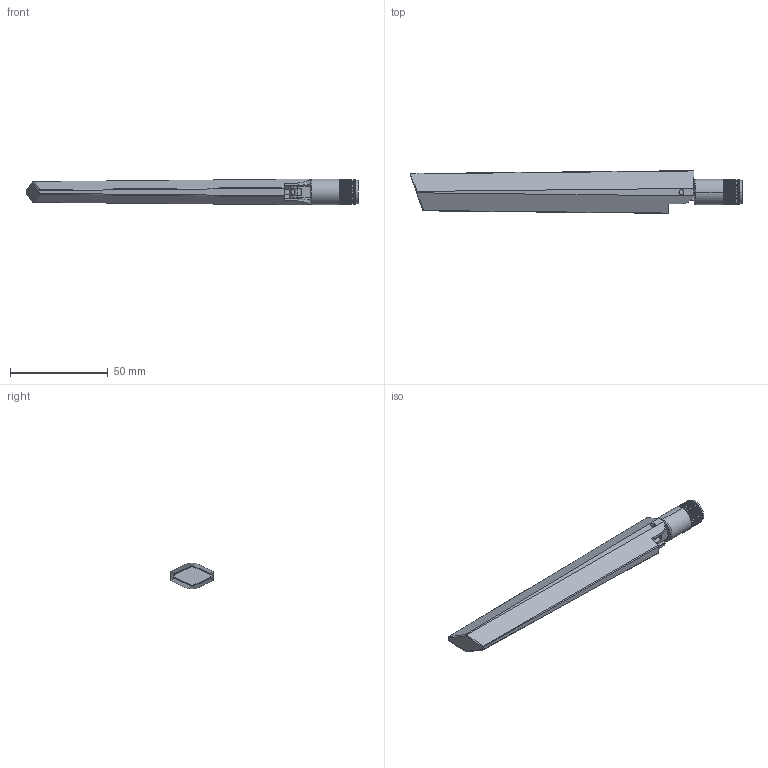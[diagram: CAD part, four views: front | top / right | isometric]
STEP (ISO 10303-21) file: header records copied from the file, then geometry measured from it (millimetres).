
FILE_DESCRIPTION (( 'STEP AP214' ), '1' );
FILE_NAME ('LCANRBD1060_3D.step', '2024-07-22T22:06:35', ( '' ), ( '' ), 'SwSTEP 2.0', 'SolidWorks 2022', '' );
FILE_SCHEMA (( 'AUTOMOTIVE_DESIGN' ));
Length unit declared in the file: millimetre
Products named in the file (3): LCANRBD1060_3D; LCANRBD1060^LCANRBD1060; LCANRBD1060_connector^LCANRBD1060
Assembly tree (2 placements, depth 2):
  LCANRBD1060_3D
    LCANRBD1060^LCANRBD1060
    LCANRBD1060_connector^LCANRBD1060
Bounding box: 169.98 x 21.86 x 13.2 mm (x, y, z)
Volume: 24742.1 mm3; surface area: 10111.4 mm2
Topology: 2 solids, 3 shells, 361 faces, 970 edges, 624 vertices
Faces by surface type: cylinder 182, plane 147, cone 26, sphere 4, torus 2
Entity records: 15475 total; most frequent: CARTESIAN_POINT 3082, ORIENTED_EDGE 1936, DIRECTION 1815, EDGE_CURVE 968, AXIS2_PLACEMENT_3D 663, VERTEX_POINT 624, LINE 489, VECTOR 489
